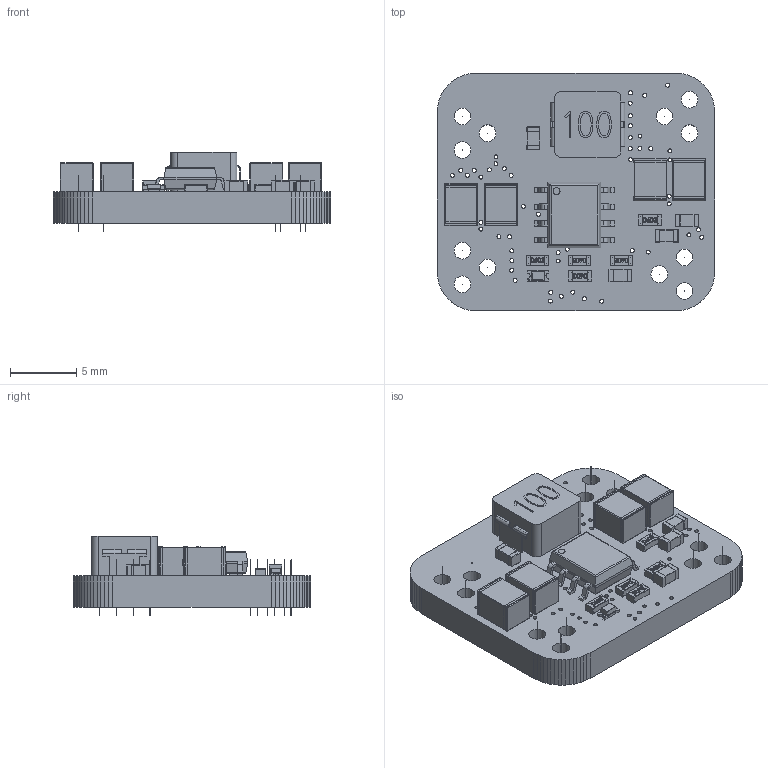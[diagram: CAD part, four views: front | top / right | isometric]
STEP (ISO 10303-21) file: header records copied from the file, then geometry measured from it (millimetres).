
FILE_DESCRIPTION(('PCB Model'),'2;1');
FILE_NAME('10331.STEP','2026-03-14T12:55:34',( 'Pritesh'),('Unspecified'),'Open CASCADE STEP processor 7.6', 'Proteus','Unknown');
FILE_SCHEMA(('AUTOMOTIVE_DESIGN { 1 0 10303 214 1 1 1 1 }'));
Length unit declared in the file: millimetre
Products named in the file (73): Proteus PCB Model; Board; U1; Package; Body_1; L1; C6; =>[0:1:1:3]; =>[0:1:1:4]; =>[0:1:1:5]; =>[0:1:1:6]; C1; Part 3; Part 2; Part 1; C2; C4; C5; R4; C7; R1; R2; R3; C8; J1; Pin_1; J2; J3; J4; J5; J6; J7; J8; J9; J10; J11; J12; C3; R5; D1 ...
Assembly tree (99 placements, depth 5):
  Proteus PCB Model
    Board
    U1
      Package
        Body_1
    L1
      Package
        Body_1
    C6
      Package
        Body_1
          =>[0:1:1:3]
          =>[0:1:1:4]
          =>[0:1:1:5]
          =>[0:1:1:6]
    C1
      Package
        Body_1
          Part 3
          Part 2
          Part 1
    C2
      Package
        Body_1
          Part 3
          Part 2
          Part 1
    C4
      Package
        Body_1
          Part 3
          Part 2
          Part 1
    C5
      Package
        Body_1
          Part 3
          Part 2
          Part 1
    R4
      Package
        Body_1
          =>[0:1:1:3]
          =>[0:1:1:4]
          =>[0:1:1:5]
          =>[0:1:1:6]
    C7
      Package
        Body_1
          =>[0:1:1:3]
          =>[0:1:1:4]
          =>[0:1:1:5]
          =>[0:1:1:6]
    R1
      Package
        Body_1
          =>[0:1:1:3]
          =>[0:1:1:4]
          =>[0:1:1:5]
          =>[0:1:1:6]
Bounding box: 21 x 18 x 6 mm (x, y, z)
Volume: 1021 mm3; surface area: 1698.1 mm2
Topology: 67 solids, 68 shells, 1653 faces, 4184 edges, 2584 vertices
Faces by surface type: plane 942, cylinder 386, bspline 205, sphere 120
Full cylindrical faces by diameter (mm): 0.01 x12, 0.3 x67, 1.27 x12
Entity records: 31477 total; most frequent: CARTESIAN_POINT 7058, ORIENTED_EDGE 3798, DIRECTION 3714, EDGE_CURVE 1900, LINE 1430, VECTOR 1430, VERTEX_POINT 1218, AXIS2_PLACEMENT_3D 1142
